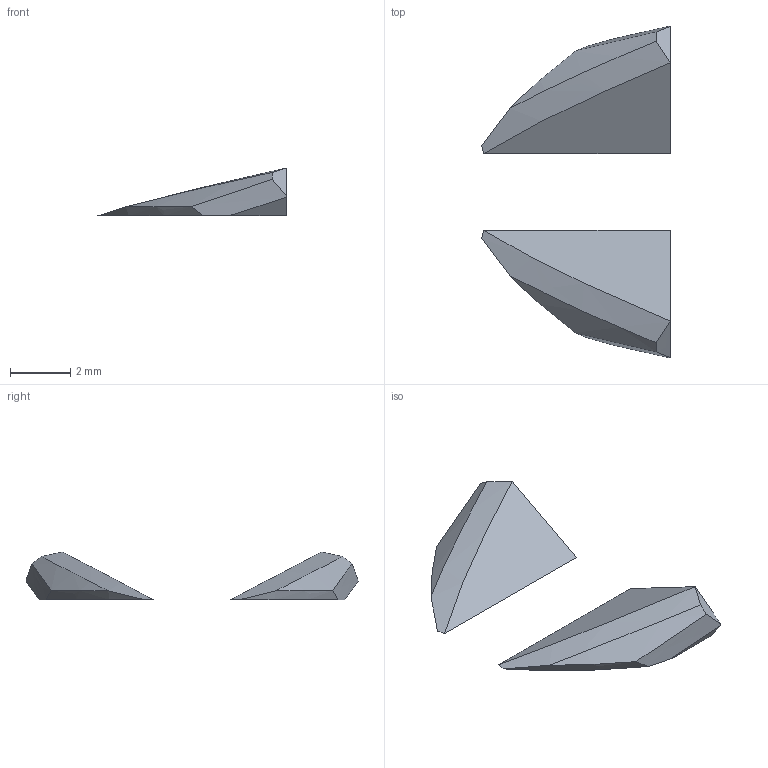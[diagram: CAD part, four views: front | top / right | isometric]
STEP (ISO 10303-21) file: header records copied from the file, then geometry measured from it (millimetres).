
FILE_DESCRIPTION(/* description */ (''),/* implementation_level */ '2;1');
FILE_NAME(/* name */ 'Eyes.stp',/* time_stamp */ '2015-01-19T12:58:15-05:00',/* author */ ('Spooner'),/* organization */ (''),/* preprocessor_version */ 'ST-DEVELOPER v15.2',/* originating_system */ 'Autodesk Inventor 2014',/* authorisation */ '');
FILE_SCHEMA (('AUTOMOTIVE_DESIGN { 1 0 10303 214 3 1 1 }'));
Length unit declared in the file: inch
Products named in the file (1): Eyes
Bounding box: 6.27 x 11.03 x 1.59 mm (x, y, z)
Volume: 24.5 mm3; surface area: 91.9 mm2
Topology: 2 solids, 2 shells, 18 faces, 42 edges, 28 vertices
Faces by surface type: bspline 10, plane 8
Entity records: 715 total; most frequent: CARTESIAN_POINT 365, ORIENTED_EDGE 84, EDGE_CURVE 42, B_SPLINE_CURVE_WITH_KNOTS 32, VERTEX_POINT 28, DIRECTION 28, FACE_OUTER_BOUND 18, EDGE_LOOP 18
